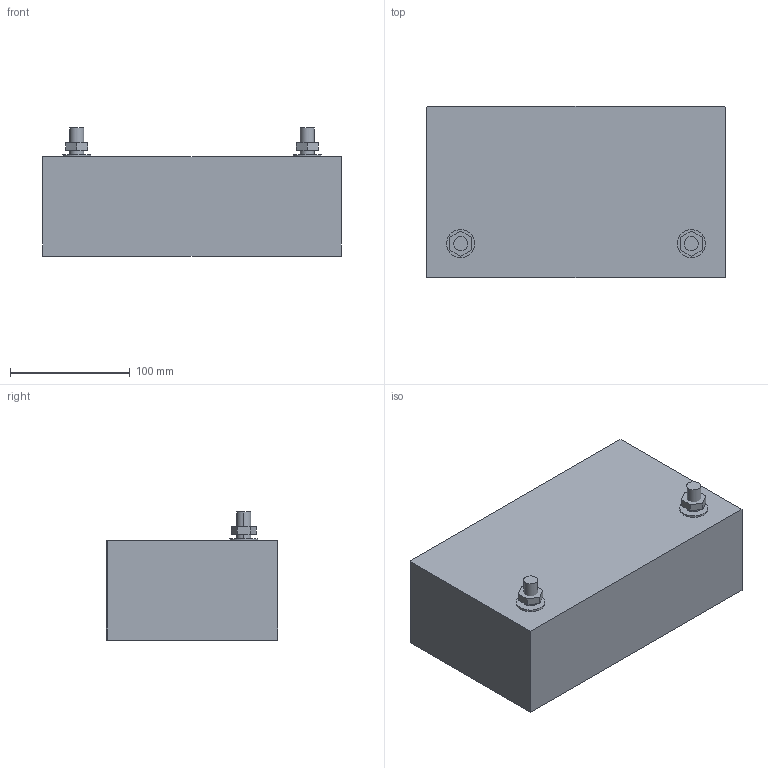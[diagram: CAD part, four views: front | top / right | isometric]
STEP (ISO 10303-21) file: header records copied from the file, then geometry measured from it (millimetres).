
FILE_DESCRIPTION((''),'2;1');
FILE_NAME('3d_11G530.stp','2012-10-03T13:25:13',(''),(''),'Mechanical Desktop 2011','Mechanical Desktop 2011',', , ');
FILE_SCHEMA(('CONFIG_CONTROL_DESIGN'));
Length unit declared in the file: millimetre
Products named in the file (1): Product
Bounding box: 250 x 143.67 x 107.1 mm (x, y, z)
Volume: 2991126.1 mm3; surface area: 142721.1 mm2
Topology: 5 solids, 5 shells, 38 faces, 86 edges, 60 vertices
Faces by surface type: plane 30, cylinder 8
Entity records: 1165 total; most frequent: DIRECTION 188, CARTESIAN_POINT 185, ORIENTED_EDGE 172, EDGE_CURVE 86, AXIS2_PLACEMENT_3D 63, VECTOR 62, LINE 62, VERTEX_POINT 60
